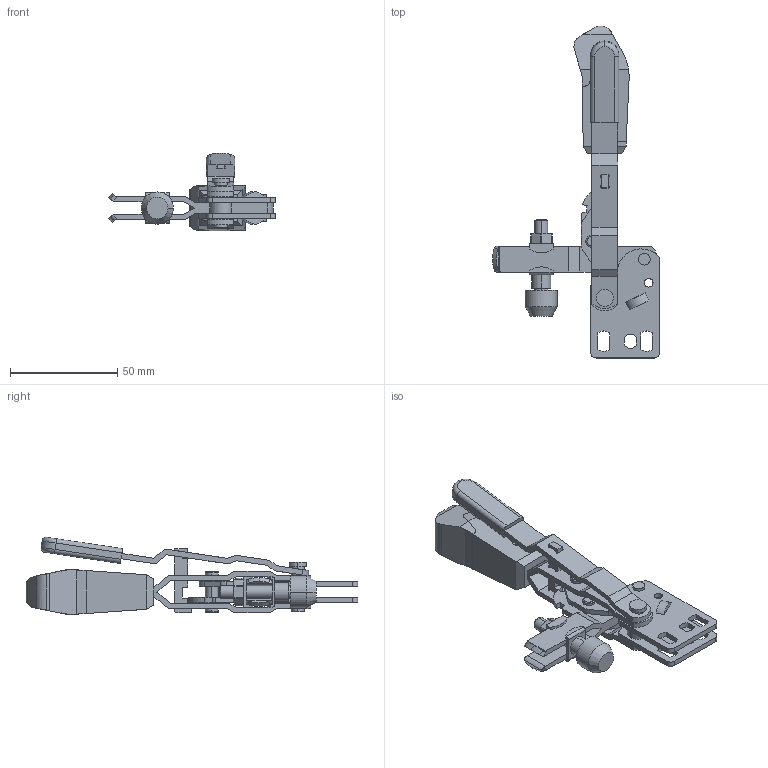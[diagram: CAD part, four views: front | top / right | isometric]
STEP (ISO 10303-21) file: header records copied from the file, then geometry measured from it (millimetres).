
FILE_DESCRIPTION(('STEP AP214'),'1');
FILE_NAME('HALDERN_EH_23330_0613.stp','2020-02-17T07:50:26',('TraceParts'),('TraceParts S.A.'),'Spatial InterOp 3D',' ',' ');
FILE_SCHEMA(('AUTOMOTIVE_DESIGN { 1 0 10303 214 1 1 1 1 }'));
Length unit declared in the file: millimetre
Products named in the file (1): HALDERN_EH_23330_0613_1
Bounding box: 77.69 x 154.5 x 36.02 mm (x, y, z)
Volume: 50674 mm3; surface area: 30783.5 mm2
Topology: 9 solids, 10 shells, 472 faces, 1240 edges, 810 vertices
Faces by surface type: plane 239, cylinder 197, cone 20, torus 16
Entity records: 19059 total; most frequent: CARTESIAN_POINT 3223, DIRECTION 2522, ORIENTED_EDGE 2480, EDGE_CURVE 1240, AXIS2_PLACEMENT_3D 877, VERTEX_POINT 810, LINE 768, VECTOR 768
